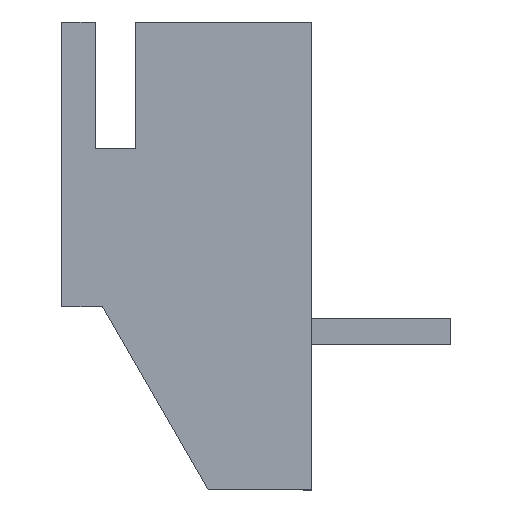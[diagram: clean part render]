
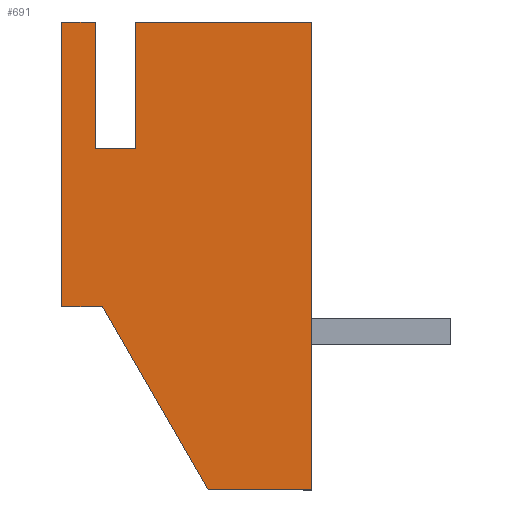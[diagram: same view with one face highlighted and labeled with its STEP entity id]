
A CAD part, left-side view. The second image highlights one B-rep face of the part: STEP entity #691.
In plain terms, the highlighted planar face has unit normal (-1, 0, 0).
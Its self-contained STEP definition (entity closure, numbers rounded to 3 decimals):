
#73 = VERTEX_POINT ( 'NONE', #1307 ) ;
#79 = EDGE_CURVE ( 'NONE', #73, #125, #1297, .T. ) ;
#125 = VERTEX_POINT ( 'NONE', #1459 ) ;
#536 = VERTEX_POINT ( 'NONE', #2558 ) ;
#559 = VERTEX_POINT ( 'NONE', #2650 ) ;
#598 = VERTEX_POINT ( 'NONE', #2651 ) ;
#603 = EDGE_CURVE ( 'NONE', #598, #536, #2712, .T. ) ;
#615 = EDGE_CURVE ( 'NONE', #1816, #73, #2685, .T. ) ;
#636 = EDGE_CURVE ( 'NONE', #654, #598, #2717, .T. ) ;
#640 = VERTEX_POINT ( 'NONE', #2773 ) ;
#645 = EDGE_CURVE ( 'NONE', #559, #654, #2768, .T. ) ;
#647 = EDGE_CURVE ( 'NONE', #640, #559, #2763, .T. ) ;
#654 = VERTEX_POINT ( 'NONE', #2751 ) ;
#676 = ORIENTED_EDGE ( 'NONE', *, *, #1415, .T. ) ;
#677 = ORIENTED_EDGE ( 'NONE', *, *, #615, .T. ) ;
#678 = ORIENTED_EDGE ( 'NONE', *, *, #79, .T. ) ;
#679 = ORIENTED_EDGE ( 'NONE', *, *, #680, .T. ) ;
#680 = EDGE_CURVE ( 'NONE', #125, #681, #2840, .T. ) ;
#681 = VERTEX_POINT ( 'NONE', #2836 ) ;
#682 = ORIENTED_EDGE ( 'NONE', *, *, #683, .T. ) ;
#683 = EDGE_CURVE ( 'NONE', #681, #695, #2835, .T. ) ;
#691 = ADVANCED_FACE ( 'NONE', ( #2817 ), #2816, .F. ) ;
#692 = EDGE_LOOP ( 'NONE', ( #693, #696, #697, #698, #699, #676, #677, #678, #679, #682 ) ) ;
#693 = ORIENTED_EDGE ( 'NONE', *, *, #694, .T. ) ;
#694 = EDGE_CURVE ( 'NONE', #695, #640, #2875, .T. ) ;
#695 = VERTEX_POINT ( 'NONE', #2871 ) ;
#696 = ORIENTED_EDGE ( 'NONE', *, *, #647, .T. ) ;
#697 = ORIENTED_EDGE ( 'NONE', *, *, #645, .T. ) ;
#698 = ORIENTED_EDGE ( 'NONE', *, *, #636, .T. ) ;
#699 = ORIENTED_EDGE ( 'NONE', *, *, #603, .T. ) ;
#1294 = DIRECTION ( 'NONE',  ( 0., -1., 0. ) ) ;
#1295 = VECTOR ( 'NONE', #1294, 1000. ) ;
#1296 = CARTESIAN_POINT ( 'NONE',  ( -8.7, 6.15, -1.25 ) ) ;
#1297 = LINE ( 'NONE', #1296, #1295 ) ;
#1307 = CARTESIAN_POINT ( 'NONE',  ( -8.7, 6.15, -1.25 ) ) ;
#1415 = EDGE_CURVE ( 'NONE', #536, #1816, #3883, .T. ) ;
#1459 = CARTESIAN_POINT ( 'NONE',  ( -8.7, 5.15, -1.25 ) ) ;
#1816 = VERTEX_POINT ( 'NONE', #3860 ) ;
#2558 = CARTESIAN_POINT ( 'NONE',  ( -8.7, 5.325, 5.75 ) ) ;
#2650 = CARTESIAN_POINT ( 'NONE',  ( -8.7, 4.325, 5.75 ) ) ;
#2651 = CARTESIAN_POINT ( 'NONE',  ( -8.7, 5.325, 2.65 ) ) ;
#2685 = LINE ( 'NONE', #2748, #2747 ) ;
#2709 = DIRECTION ( 'NONE',  ( 0., 0., 1. ) ) ;
#2710 = VECTOR ( 'NONE', #2709, 1000. ) ;
#2711 = CARTESIAN_POINT ( 'NONE',  ( -8.7, 5.325, 5.75 ) ) ;
#2712 = LINE ( 'NONE', #2711, #2710 ) ;
#2717 = LINE ( 'NONE', #2782, #2781 ) ;
#2746 = DIRECTION ( 'NONE',  ( 0., 0., -1. ) ) ;
#2747 = VECTOR ( 'NONE', #2746, 1000. ) ;
#2748 = CARTESIAN_POINT ( 'NONE',  ( -8.7, 6.15, -1.25 ) ) ;
#2751 = CARTESIAN_POINT ( 'NONE',  ( -8.7, 4.325, 2.65 ) ) ;
#2760 = DIRECTION ( 'NONE',  ( 0., 1., 0. ) ) ;
#2761 = VECTOR ( 'NONE', #2760, 1000. ) ;
#2762 = CARTESIAN_POINT ( 'NONE',  ( -8.7, 4.325, 5.75 ) ) ;
#2763 = LINE ( 'NONE', #2762, #2761 ) ;
#2765 = DIRECTION ( 'NONE',  ( 0., 0., -1. ) ) ;
#2766 = VECTOR ( 'NONE', #2765, 1000. ) ;
#2767 = CARTESIAN_POINT ( 'NONE',  ( -8.7, 4.325, 2.65 ) ) ;
#2768 = LINE ( 'NONE', #2767, #2766 ) ;
#2773 = CARTESIAN_POINT ( 'NONE',  ( -8.7, 0., 5.75 ) ) ;
#2780 = DIRECTION ( 'NONE',  ( 0., 1., 0. ) ) ;
#2781 = VECTOR ( 'NONE', #2780, 1000. ) ;
#2782 = CARTESIAN_POINT ( 'NONE',  ( -8.7, 5.325, 2.65 ) ) ;
#2814 = CARTESIAN_POINT ( 'NONE',  ( -8.7, 6.15, 5.75 ) ) ;
#2815 = AXIS2_PLACEMENT_3D ( 'NONE', #2814, #2877, #2876 ) ;
#2816 = PLANE ( 'NONE',  #2815 ) ;
#2817 = FACE_OUTER_BOUND ( 'NONE', #692, .T. ) ;
#2832 = DIRECTION ( 'NONE',  ( 0., -1., 0. ) ) ;
#2833 = VECTOR ( 'NONE', #2832, 1000. ) ;
#2834 = CARTESIAN_POINT ( 'NONE',  ( -8.7, 0., -5.75 ) ) ;
#2835 = LINE ( 'NONE', #2834, #2833 ) ;
#2836 = CARTESIAN_POINT ( 'NONE',  ( -8.7, 2.552, -5.75 ) ) ;
#2837 = DIRECTION ( 'NONE',  ( 0., -0.5, -0.866 ) ) ;
#2838 = VECTOR ( 'NONE', #2837, 1000. ) ;
#2839 = CARTESIAN_POINT ( 'NONE',  ( -8.7, 2.552, -5.75 ) ) ;
#2840 = LINE ( 'NONE', #2839, #2838 ) ;
#2871 = CARTESIAN_POINT ( 'NONE',  ( -8.7, 0., -5.75 ) ) ;
#2872 = DIRECTION ( 'NONE',  ( 0., 0., 1. ) ) ;
#2873 = VECTOR ( 'NONE', #2872, 1000. ) ;
#2874 = CARTESIAN_POINT ( 'NONE',  ( -8.7, 0., 5.75 ) ) ;
#2875 = LINE ( 'NONE', #2874, #2873 ) ;
#2876 = DIRECTION ( 'NONE',  ( 0., 1., 0. ) ) ;
#2877 = DIRECTION ( 'NONE',  ( 1., 0., 0. ) ) ;
#3860 = CARTESIAN_POINT ( 'NONE',  ( -8.7, 6.15, 5.75 ) ) ;
#3880 = DIRECTION ( 'NONE',  ( 0., 1., 0. ) ) ;
#3881 = VECTOR ( 'NONE', #3880, 1000. ) ;
#3882 = CARTESIAN_POINT ( 'NONE',  ( -8.7, 6.15, 5.75 ) ) ;
#3883 = LINE ( 'NONE', #3882, #3881 ) ;
